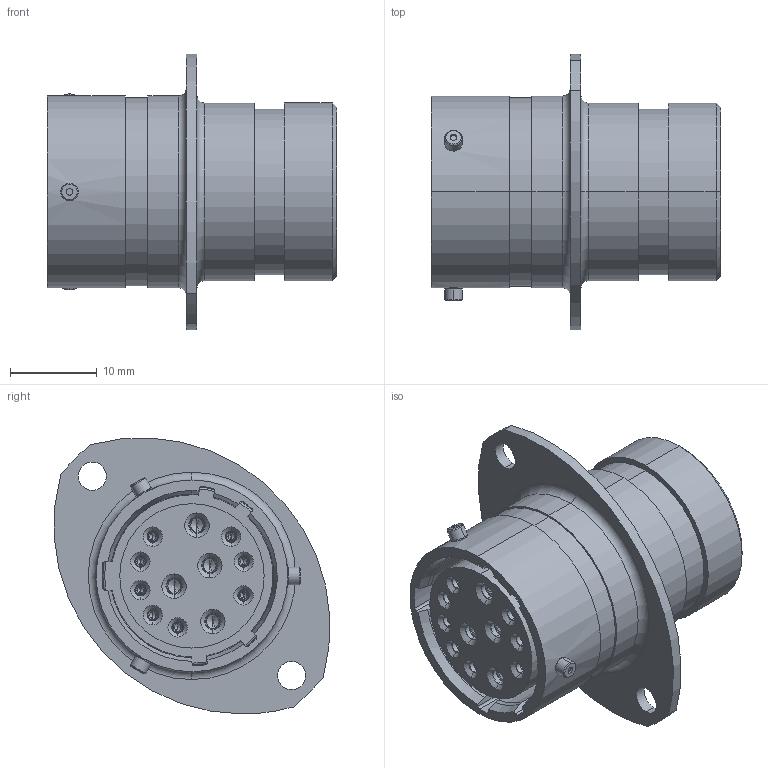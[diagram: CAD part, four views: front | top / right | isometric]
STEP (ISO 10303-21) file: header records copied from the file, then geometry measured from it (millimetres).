
FILE_DESCRIPTION (( 'STEP AP214' ), '1' );
FILE_NAME ('AS014-97SN.STEP', '2017-02-15T11:07:45', ( '' ), ( '' ), 'SwSTEP 2.0', 'SolidWorks 2014', '' );
FILE_SCHEMA (( 'AUTOMOTIVE_DESIGN' ));
Length unit declared in the file: millimetre
Products named in the file (1): AS014-97SN
Bounding box: 33.31 x 31.76 x 31.8 mm (x, y, z)
Volume: 9566.9 mm3; surface area: 11489.6 mm2
Topology: 4 solids, 8 shells, 1641 faces, 3582 edges, 2071 vertices
Faces by surface type: cylinder 490, torus 484, plane 307, cone 300, bspline 48, sphere 12
Entity records: 64561 total; most frequent: CARTESIAN_POINT 10229, DIRECTION 8513, ORIENTED_EDGE 7104, AXIS2_PLACEMENT_3D 3701, EDGE_CURVE 3552, CIRCLE 2107, VERTEX_POINT 2071, EDGE_LOOP 1795
